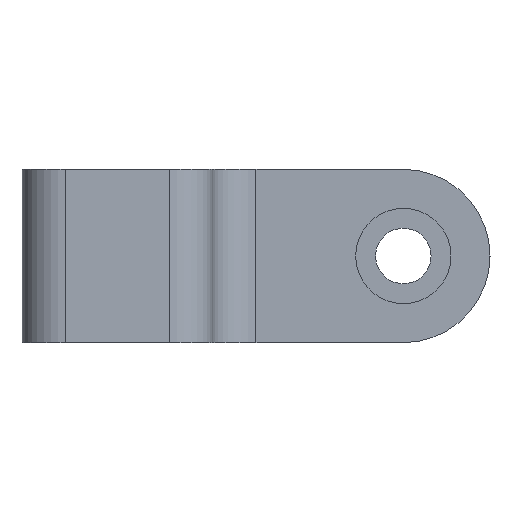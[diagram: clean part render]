
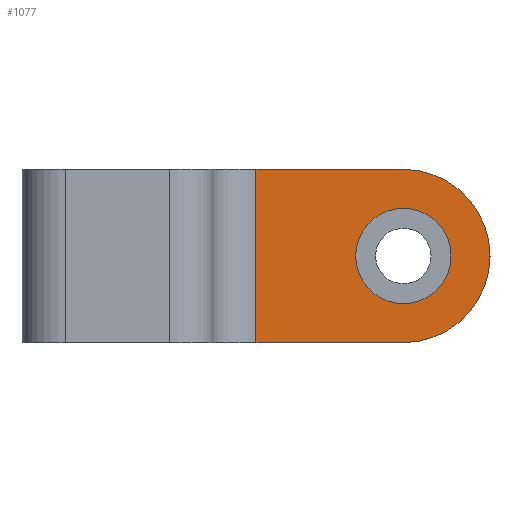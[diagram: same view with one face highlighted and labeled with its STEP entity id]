
A CAD part, left-side view. The second image highlights one B-rep face of the part: STEP entity #1077.
In plain terms, the highlighted planar face has unit normal (-1, 0, 0).
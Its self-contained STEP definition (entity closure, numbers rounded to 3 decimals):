
#41 = PLANE ( 'NONE',  #311 ) ;
#97 = AXIS2_PLACEMENT_3D ( 'NONE', #1478, #487, #1648 ) ;
#109 = CARTESIAN_POINT ( 'NONE',  ( -6., 11.5, 0. ) ) ;
#175 = EDGE_CURVE ( 'NONE', #836, #1019, #191, .T. ) ;
#191 = LINE ( 'NONE', #617, #1912 ) ;
#288 = ORIENTED_EDGE ( 'NONE', *, *, #762, .T. ) ;
#294 = DIRECTION ( 'NONE',  ( 0., -1., 0. ) ) ;
#311 = AXIS2_PLACEMENT_3D ( 'NONE', #1545, #712, #1884 ) ;
#341 = AXIS2_PLACEMENT_3D ( 'NONE', #846, #2034, #1018 ) ;
#349 = EDGE_CURVE ( 'NONE', #836, #1442, #2006, .T. ) ;
#411 = ORIENTED_EDGE ( 'NONE', *, *, #616, .F. ) ;
#416 = DIRECTION ( 'NONE',  ( -1., 0., 0. ) ) ;
#446 = DIRECTION ( 'NONE',  ( 0., 0., -1. ) ) ;
#461 = CARTESIAN_POINT ( 'NONE',  ( -6., 5.75, 5. ) ) ;
#477 = VERTEX_POINT ( 'NONE', #461 ) ;
#487 = DIRECTION ( 'NONE',  ( -1., 0., 0. ) ) ;
#495 = EDGE_CURVE ( 'NONE', #1442, #1805, #2089, .T. ) ;
#505 = CARTESIAN_POINT ( 'NONE',  ( -6., 3., 5. ) ) ;
#550 = CARTESIAN_POINT ( 'NONE',  ( -6., -2., 5. ) ) ;
#563 = CARTESIAN_POINT ( 'NONE',  ( -6., 11.5, 0. ) ) ;
#616 = EDGE_CURVE ( 'NONE', #477, #1632, #1418, .T. ) ;
#617 = CARTESIAN_POINT ( 'NONE',  ( -6., -2., 10. ) ) ;
#626 = EDGE_LOOP ( 'NONE', ( #1320, #411 ) ) ;
#666 = DIRECTION ( 'NONE',  ( 0., 0., -1. ) ) ;
#696 = VECTOR ( 'NONE', #446, 1000. ) ;
#712 = DIRECTION ( 'NONE',  ( 1., 0., 0. ) ) ;
#762 = EDGE_CURVE ( 'NONE', #1805, #1071, #837, .T. ) ;
#836 = VERTEX_POINT ( 'NONE', #1340 ) ;
#837 = CIRCLE ( 'NONE', #1674, 5. ) ;
#846 = CARTESIAN_POINT ( 'NONE',  ( -6., 3., 5. ) ) ;
#857 = AXIS2_PLACEMENT_3D ( 'NONE', #1414, #416, #1578 ) ;
#998 = CARTESIAN_POINT ( 'NONE',  ( -6., 3., 0. ) ) ;
#1018 = DIRECTION ( 'NONE',  ( 0., -1., 0. ) ) ;
#1019 = VERTEX_POINT ( 'NONE', #1858 ) ;
#1071 = VERTEX_POINT ( 'NONE', #550 ) ;
#1077 = ADVANCED_FACE ( 'NONE', ( #1531, #1102 ), #41, .F. ) ;
#1084 = CIRCLE ( 'NONE', #857, 2.75 ) ;
#1102 = FACE_OUTER_BOUND ( 'NONE', #2013, .T. ) ;
#1198 = EDGE_CURVE ( 'NONE', #1632, #477, #1084, .T. ) ;
#1292 = VECTOR ( 'NONE', #294, 1000. ) ;
#1320 = ORIENTED_EDGE ( 'NONE', *, *, #1198, .F. ) ;
#1340 = CARTESIAN_POINT ( 'NONE',  ( -6., 11.5, 10. ) ) ;
#1414 = CARTESIAN_POINT ( 'NONE',  ( -6., 3., 5. ) ) ;
#1418 = CIRCLE ( 'NONE', #341, 2.75 ) ;
#1442 = VERTEX_POINT ( 'NONE', #563 ) ;
#1447 = CARTESIAN_POINT ( 'NONE',  ( -6., 0.25, 5. ) ) ;
#1478 = CARTESIAN_POINT ( 'NONE',  ( -6., 3., 5. ) ) ;
#1531 = FACE_BOUND ( 'NONE', #626, .T. ) ;
#1545 = CARTESIAN_POINT ( 'NONE',  ( -6., -2., 10. ) ) ;
#1578 = DIRECTION ( 'NONE',  ( 0., -1., 0. ) ) ;
#1588 = ORIENTED_EDGE ( 'NONE', *, *, #2011, .T. ) ;
#1632 = VERTEX_POINT ( 'NONE', #1447 ) ;
#1648 = DIRECTION ( 'NONE',  ( 0., 0., -1. ) ) ;
#1669 = DIRECTION ( 'NONE',  ( -1., 0., 0. ) ) ;
#1674 = AXIS2_PLACEMENT_3D ( 'NONE', #505, #1669, #666 ) ;
#1692 = ORIENTED_EDGE ( 'NONE', *, *, #175, .F. ) ;
#1707 = CIRCLE ( 'NONE', #97, 5. ) ;
#1772 = CARTESIAN_POINT ( 'NONE',  ( -6., -2., 0. ) ) ;
#1805 = VERTEX_POINT ( 'NONE', #998 ) ;
#1823 = ORIENTED_EDGE ( 'NONE', *, *, #349, .T. ) ;
#1858 = CARTESIAN_POINT ( 'NONE',  ( -6., 3., 10. ) ) ;
#1884 = DIRECTION ( 'NONE',  ( 0., 0., -1. ) ) ;
#1912 = VECTOR ( 'NONE', #1961, 1000. ) ;
#1961 = DIRECTION ( 'NONE',  ( 0., -1., 0. ) ) ;
#2006 = LINE ( 'NONE', #109, #696 ) ;
#2011 = EDGE_CURVE ( 'NONE', #1071, #1019, #1707, .T. ) ;
#2013 = EDGE_LOOP ( 'NONE', ( #2128, #288, #1588, #1692, #1823 ) ) ;
#2034 = DIRECTION ( 'NONE',  ( -1., 0., 0. ) ) ;
#2089 = LINE ( 'NONE', #1772, #1292 ) ;
#2128 = ORIENTED_EDGE ( 'NONE', *, *, #495, .T. ) ;
